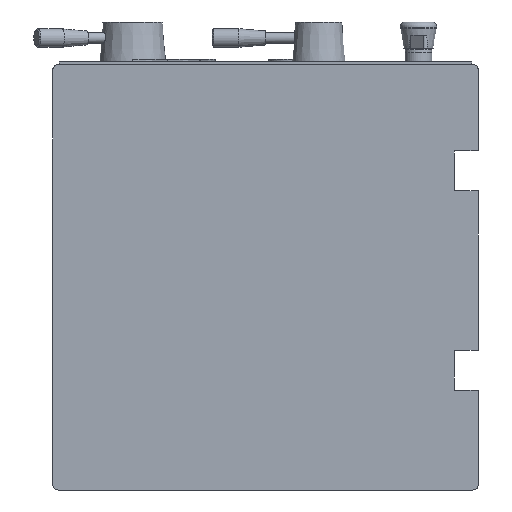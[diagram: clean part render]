
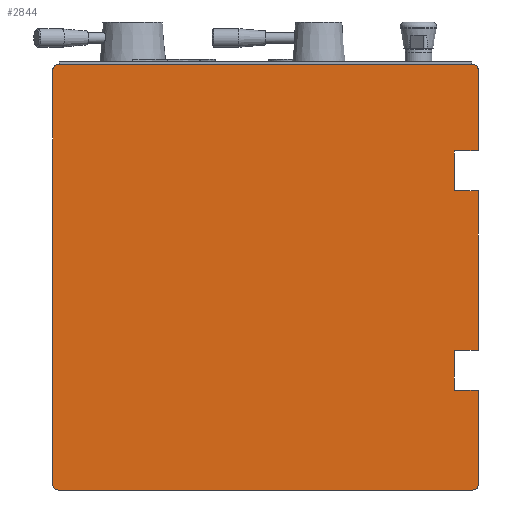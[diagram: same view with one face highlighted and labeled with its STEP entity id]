
A CAD part, left-side view. The second image highlights one B-rep face of the part: STEP entity #2844.
In plain terms, the highlighted planar face has unit normal (-1, 0, 0).
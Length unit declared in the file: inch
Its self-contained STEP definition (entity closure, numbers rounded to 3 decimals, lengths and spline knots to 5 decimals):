
#132=PLANE('',#3142);
#296=FACE_OUTER_BOUND('',#480,.T.);
#480=EDGE_LOOP('',(#2367,#2368,#2369,#2370,#2371,#2372,#2373,#2374,#2375,
#2376,#2377,#2378,#2379,#2380,#2381,#2382));
#714=LINE('',#4844,#961);
#715=LINE('',#4848,#962);
#716=LINE('',#4852,#963);
#717=LINE('',#4854,#964);
#718=LINE('',#4856,#965);
#719=LINE('',#4858,#966);
#720=LINE('',#4860,#967);
#721=LINE('',#4862,#968);
#722=LINE('',#4864,#969);
#723=LINE('',#4866,#970);
#724=LINE('',#4868,#971);
#725=LINE('',#4872,#972);
#961=VECTOR('',#3827,39.37008);
#962=VECTOR('',#3830,39.37008);
#963=VECTOR('',#3833,39.37008);
#964=VECTOR('',#3834,39.37008);
#965=VECTOR('',#3835,39.37008);
#966=VECTOR('',#3836,39.37008);
#967=VECTOR('',#3837,39.37008);
#968=VECTOR('',#3838,39.37008);
#969=VECTOR('',#3839,39.37008);
#970=VECTOR('',#3840,39.37008);
#971=VECTOR('',#3841,39.37008);
#972=VECTOR('',#3844,39.37008);
#1144=CIRCLE('',#3143,0.15748);
#1145=CIRCLE('',#3144,0.15748);
#1146=CIRCLE('',#3145,0.15748);
#1147=CIRCLE('',#3146,0.15748);
#1362=VERTEX_POINT('',#4842);
#1363=VERTEX_POINT('',#4843);
#1364=VERTEX_POINT('',#4845);
#1365=VERTEX_POINT('',#4847);
#1366=VERTEX_POINT('',#4849);
#1367=VERTEX_POINT('',#4851);
#1368=VERTEX_POINT('',#4853);
#1369=VERTEX_POINT('',#4855);
#1370=VERTEX_POINT('',#4857);
#1371=VERTEX_POINT('',#4859);
#1372=VERTEX_POINT('',#4861);
#1373=VERTEX_POINT('',#4863);
#1374=VERTEX_POINT('',#4865);
#1375=VERTEX_POINT('',#4867);
#1376=VERTEX_POINT('',#4869);
#1377=VERTEX_POINT('',#4871);
#1712=EDGE_CURVE('',#1362,#1363,#714,.T.);
#1713=EDGE_CURVE('',#1363,#1364,#1144,.T.);
#1714=EDGE_CURVE('',#1364,#1365,#715,.T.);
#1715=EDGE_CURVE('',#1365,#1366,#1145,.T.);
#1716=EDGE_CURVE('',#1366,#1367,#716,.T.);
#1717=EDGE_CURVE('',#1367,#1368,#717,.T.);
#1718=EDGE_CURVE('',#1368,#1369,#718,.T.);
#1719=EDGE_CURVE('',#1369,#1370,#719,.T.);
#1720=EDGE_CURVE('',#1370,#1371,#720,.T.);
#1721=EDGE_CURVE('',#1371,#1372,#721,.T.);
#1722=EDGE_CURVE('',#1372,#1373,#722,.T.);
#1723=EDGE_CURVE('',#1373,#1374,#723,.T.);
#1724=EDGE_CURVE('',#1374,#1375,#724,.T.);
#1725=EDGE_CURVE('',#1375,#1376,#1146,.T.);
#1726=EDGE_CURVE('',#1376,#1377,#725,.T.);
#1727=EDGE_CURVE('',#1377,#1362,#1147,.T.);
#2367=ORIENTED_EDGE('',*,*,#1712,.T.);
#2368=ORIENTED_EDGE('',*,*,#1713,.T.);
#2369=ORIENTED_EDGE('',*,*,#1714,.T.);
#2370=ORIENTED_EDGE('',*,*,#1715,.T.);
#2371=ORIENTED_EDGE('',*,*,#1716,.T.);
#2372=ORIENTED_EDGE('',*,*,#1717,.T.);
#2373=ORIENTED_EDGE('',*,*,#1718,.T.);
#2374=ORIENTED_EDGE('',*,*,#1719,.T.);
#2375=ORIENTED_EDGE('',*,*,#1720,.T.);
#2376=ORIENTED_EDGE('',*,*,#1721,.T.);
#2377=ORIENTED_EDGE('',*,*,#1722,.T.);
#2378=ORIENTED_EDGE('',*,*,#1723,.T.);
#2379=ORIENTED_EDGE('',*,*,#1724,.T.);
#2380=ORIENTED_EDGE('',*,*,#1725,.T.);
#2381=ORIENTED_EDGE('',*,*,#1726,.T.);
#2382=ORIENTED_EDGE('',*,*,#1727,.T.);
#2844=ADVANCED_FACE('',(#296),#132,.T.);
#3142=AXIS2_PLACEMENT_3D('',#4841,#3825,#3826);
#3143=AXIS2_PLACEMENT_3D('',#4846,#3828,#3829);
#3144=AXIS2_PLACEMENT_3D('',#4850,#3831,#3832);
#3145=AXIS2_PLACEMENT_3D('',#4870,#3842,#3843);
#3146=AXIS2_PLACEMENT_3D('',#4873,#3845,#3846);
#3825=DIRECTION('center_axis',(-1.,0.,0.));
#3826=DIRECTION('ref_axis',(0.,0.,1.));
#3827=DIRECTION('',(0.,0.,-1.));
#3828=DIRECTION('center_axis',(-1.,0.,0.));
#3829=DIRECTION('ref_axis',(0.,0.,-1.));
#3830=DIRECTION('',(0.,-1.,0.));
#3831=DIRECTION('center_axis',(-1.,0.,0.));
#3832=DIRECTION('ref_axis',(0.,0.,-1.));
#3833=DIRECTION('',(0.,0.,1.));
#3834=DIRECTION('',(0.,1.,0.));
#3835=DIRECTION('',(0.,0.,1.));
#3836=DIRECTION('',(0.,-1.,0.));
#3837=DIRECTION('',(0.,0.,1.));
#3838=DIRECTION('',(0.,1.,0.));
#3839=DIRECTION('',(0.,0.,1.));
#3840=DIRECTION('',(0.,-1.,0.));
#3841=DIRECTION('',(0.,0.,1.));
#3842=DIRECTION('center_axis',(-1.,0.,0.));
#3843=DIRECTION('ref_axis',(0.,0.,-1.));
#3844=DIRECTION('',(0.,1.,0.));
#3845=DIRECTION('center_axis',(-1.,0.,0.));
#3846=DIRECTION('ref_axis',(0.,0.,-1.));
#4841=CARTESIAN_POINT('Origin',(-0.59055,0.,
0.));
#4842=CARTESIAN_POINT('',(-0.59055,12.59843,6.14173));
#4843=CARTESIAN_POINT('',(-0.59055,12.59843,-6.14173));
#4844=CARTESIAN_POINT('',(-0.59055,12.59843,0.));
#4845=CARTESIAN_POINT('',(-0.59055,12.44094,-6.29921));
#4846=CARTESIAN_POINT('Origin',(-0.59055,12.44094,-6.14173));
#4847=CARTESIAN_POINT('',(-0.59055,0.15748,-6.29921));
#4848=CARTESIAN_POINT('',(-0.59055,0.,-6.29921));
#4849=CARTESIAN_POINT('',(-0.59055,0.,-6.14173));
#4850=CARTESIAN_POINT('Origin',(-0.59055,0.15748,-6.14173));
#4851=CARTESIAN_POINT('',(-0.59055,0.,-3.34646));
#4852=CARTESIAN_POINT('',(-0.59055,0.,0.));
#4853=CARTESIAN_POINT('',(-0.59055,0.70866,-3.34646));
#4854=CARTESIAN_POINT('',(-0.59055,0.,-3.34646));
#4855=CARTESIAN_POINT('',(-0.59055,0.70866,-2.16535));
#4856=CARTESIAN_POINT('',(-0.59055,0.70866,0.));
#4857=CARTESIAN_POINT('',(-0.59055,0.,-2.16535));
#4858=CARTESIAN_POINT('',(-0.59055,0.,-2.16535));
#4859=CARTESIAN_POINT('',(-0.59055,0.,2.55906));
#4860=CARTESIAN_POINT('',(-0.59055,0.,0.));
#4861=CARTESIAN_POINT('',(-0.59055,0.70866,2.55906));
#4862=CARTESIAN_POINT('',(-0.59055,0.,2.55906));
#4863=CARTESIAN_POINT('',(-0.59055,0.70866,3.74016));
#4864=CARTESIAN_POINT('',(-0.59055,0.70866,0.));
#4865=CARTESIAN_POINT('',(-0.59055,0.,3.74016));
#4866=CARTESIAN_POINT('',(-0.59055,0.,3.74016));
#4867=CARTESIAN_POINT('',(-0.59055,0.,6.14173));
#4868=CARTESIAN_POINT('',(-0.59055,0.,0.));
#4869=CARTESIAN_POINT('',(-0.59055,0.15748,6.29921));
#4870=CARTESIAN_POINT('Origin',(-0.59055,0.15748,6.14173));
#4871=CARTESIAN_POINT('',(-0.59055,12.44094,6.29921));
#4872=CARTESIAN_POINT('',(-0.59055,0.,6.29921));
#4873=CARTESIAN_POINT('Origin',(-0.59055,12.44094,6.14173));
